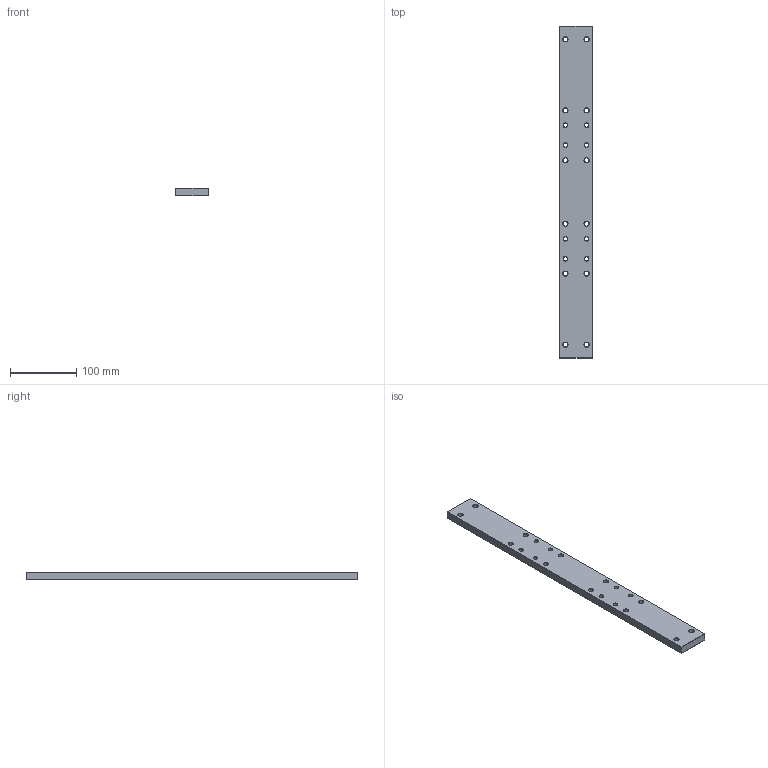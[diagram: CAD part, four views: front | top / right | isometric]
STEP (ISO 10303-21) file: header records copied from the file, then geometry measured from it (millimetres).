
FILE_DESCRIPTION(/* description */ (''),/* implementation_level */ '2;1');
FILE_NAME(/* name */ 'Spacer bar.step',/* time_stamp */ '2020-04-14T16:42:48+01:00',/* author */ (''),/* organization */ (''),/* preprocessor_version */ 'ST-DEVELOPER v18.1',/* originating_system */ 'Autodesk Translation Framework v9.2.0.1227',/* authorisation */ '');
FILE_SCHEMA (('AUTOMOTIVE_DESIGN { 1 0 10303 214 3 1 1 }'));
Length unit declared in the file: millimetre
Products named in the file (1): Spacer bar
Bounding box: 50 x 500 x 12 mm (x, y, z)
Volume: 291354.7 mm3; surface area: 65911.2 mm2
Topology: 1 solids, 1 shells, 86 faces, 188 edges, 104 vertices
Faces by surface type: cone 40, plane 26, cylinder 20
Full cylindrical faces by diameter (mm): 6 x8, 7 x12
Entity records: 2420 total; most frequent: DIRECTION 442, CARTESIAN_POINT 379, ORIENTED_EDGE 376, EDGE_CURVE 188, AXIS2_PLACEMENT_3D 167, EDGE_LOOP 126, LINE 108, VECTOR 108
